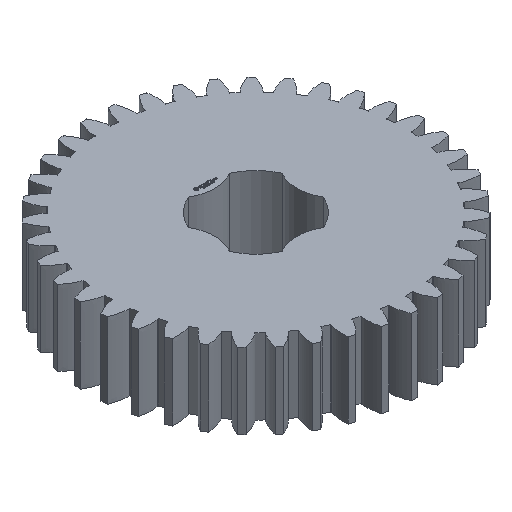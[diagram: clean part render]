
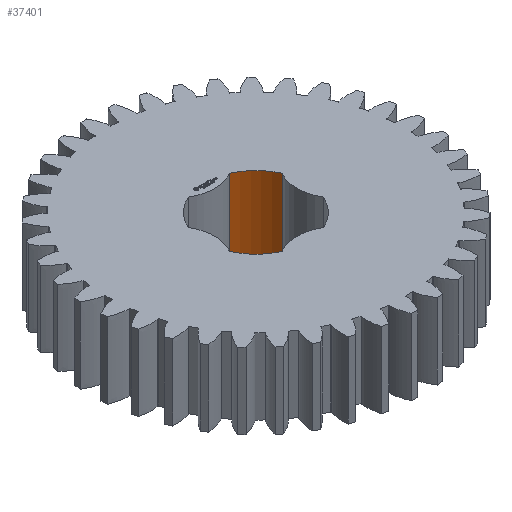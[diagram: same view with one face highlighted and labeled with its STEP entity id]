
A CAD part, isometric view. The second image highlights one B-rep face of the part: STEP entity #37401.
In plain terms, the highlighted cylindrical face has radius 6.35 mm (diameter 12.7 mm), a partial arc.
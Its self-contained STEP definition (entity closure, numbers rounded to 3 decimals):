
#93 = PLANE('',#94);
#94 = AXIS2_PLACEMENT_3D('',#95,#96,#97);
#95 = CARTESIAN_POINT('',(0.,0.,9.375));
#96 = DIRECTION('',(0.,0.,1.));
#97 = DIRECTION('',(1.,0.,0.));
#168 = PLANE('',#169);
#169 = AXIS2_PLACEMENT_3D('',#170,#171,#172);
#170 = CARTESIAN_POINT('',(0.,0.,0.));
#171 = DIRECTION('',(0.,0.,1.));
#172 = DIRECTION('',(1.,0.,0.));
#11312 = VERTEX_POINT('',#11313);
#11313 = CARTESIAN_POINT('',(2.55,5.816,0.));
#11328 = CYLINDRICAL_SURFACE('',#11329,4.9);
#11329 = AXIS2_PLACEMENT_3D('',#11330,#11331,#11332);
#11330 = CARTESIAN_POINT('',(0.,10.,0.));
#11331 = DIRECTION('',(0.,-0.,-1.));
#11332 = DIRECTION('',(0.707,0.707,0.));
#11340 = EDGE_CURVE('',#11341,#11312,#11343,.T.);
#11341 = VERTEX_POINT('',#11342);
#11342 = CARTESIAN_POINT('',(5.816,2.55,0.));
#11343 = SURFACE_CURVE('',#11344,(#11349,#11356),.PCURVE_S1.);
#11344 = CIRCLE('',#11345,6.35);
#11345 = AXIS2_PLACEMENT_3D('',#11346,#11347,#11348);
#11346 = CARTESIAN_POINT('',(0.,0.,0.));
#11347 = DIRECTION('',(0.,-0.,1.));
#11348 = DIRECTION('',(0.707,0.707,0.));
#11349 = PCURVE('',#168,#11350);
#11350 = DEFINITIONAL_REPRESENTATION('',(#11351),#11355);
#11351 = CIRCLE('',#11352,6.35);
#11352 = AXIS2_PLACEMENT_2D('',#11353,#11354);
#11353 = CARTESIAN_POINT('',(0.,0.));
#11354 = DIRECTION('',(0.707,0.707));
#11355 = ( GEOMETRIC_REPRESENTATION_CONTEXT(2) 
PARAMETRIC_REPRESENTATION_CONTEXT() REPRESENTATION_CONTEXT('2D SPACE',''
  ) );
#11356 = PCURVE('',#11357,#11362);
#11357 = CYLINDRICAL_SURFACE('',#11358,6.35);
#11358 = AXIS2_PLACEMENT_3D('',#11359,#11360,#11361);
#11359 = CARTESIAN_POINT('',(0.,0.,0.));
#11360 = DIRECTION('',(0.,-0.,-1.));
#11361 = DIRECTION('',(0.707,0.707,0.));
#11362 = DEFINITIONAL_REPRESENTATION('',(#11363),#11367);
#11363 = LINE('',#11364,#11365);
#11364 = CARTESIAN_POINT('',(-0.,0.));
#11365 = VECTOR('',#11366,1.);
#11366 = DIRECTION('',(-1.,0.));
#11367 = ( GEOMETRIC_REPRESENTATION_CONTEXT(2) 
PARAMETRIC_REPRESENTATION_CONTEXT() REPRESENTATION_CONTEXT('2D SPACE',''
  ) );
#11386 = CYLINDRICAL_SURFACE('',#11387,4.9);
#11387 = AXIS2_PLACEMENT_3D('',#11388,#11389,#11390);
#11388 = CARTESIAN_POINT('',(10.,0.,0.));
#11389 = DIRECTION('',(0.,-0.,-1.));
#11390 = DIRECTION('',(0.707,0.707,0.));
#19442 = VERTEX_POINT('',#19443);
#19443 = CARTESIAN_POINT('',(2.55,5.816,9.375));
#19465 = EDGE_CURVE('',#19466,#19442,#19468,.T.);
#19466 = VERTEX_POINT('',#19467);
#19467 = CARTESIAN_POINT('',(5.816,2.55,9.375));
#19468 = SURFACE_CURVE('',#19469,(#19474,#19481),.PCURVE_S1.);
#19469 = CIRCLE('',#19470,6.35);
#19470 = AXIS2_PLACEMENT_3D('',#19471,#19472,#19473);
#19471 = CARTESIAN_POINT('',(0.,0.,9.375
    ));
#19472 = DIRECTION('',(0.,-0.,1.));
#19473 = DIRECTION('',(0.707,0.707,0.));
#19474 = PCURVE('',#93,#19475);
#19475 = DEFINITIONAL_REPRESENTATION('',(#19476),#19480);
#19476 = CIRCLE('',#19477,6.35);
#19477 = AXIS2_PLACEMENT_2D('',#19478,#19479);
#19478 = CARTESIAN_POINT('',(0.,0.));
#19479 = DIRECTION('',(0.707,0.707));
#19480 = ( GEOMETRIC_REPRESENTATION_CONTEXT(2) 
PARAMETRIC_REPRESENTATION_CONTEXT() REPRESENTATION_CONTEXT('2D SPACE',''
  ) );
#19481 = PCURVE('',#11357,#19482);
#19482 = DEFINITIONAL_REPRESENTATION('',(#19483),#19487);
#19483 = LINE('',#19484,#19485);
#19484 = CARTESIAN_POINT('',(-0.,-9.375));
#19485 = VECTOR('',#19486,1.);
#19486 = DIRECTION('',(-1.,0.));
#19487 = ( GEOMETRIC_REPRESENTATION_CONTEXT(2) 
PARAMETRIC_REPRESENTATION_CONTEXT() REPRESENTATION_CONTEXT('2D SPACE',''
  ) );
#37378 = EDGE_CURVE('',#11341,#19466,#37379,.T.);
#37379 = SURFACE_CURVE('',#37380,(#37384,#37391),.PCURVE_S1.);
#37380 = LINE('',#37381,#37382);
#37381 = CARTESIAN_POINT('',(5.816,2.55,0.));
#37382 = VECTOR('',#37383,1.);
#37383 = DIRECTION('',(0.,0.,1.));
#37384 = PCURVE('',#11386,#37385);
#37385 = DEFINITIONAL_REPRESENTATION('',(#37386),#37390);
#37386 = LINE('',#37387,#37388);
#37387 = CARTESIAN_POINT('',(-1.809,0.));
#37388 = VECTOR('',#37389,1.);
#37389 = DIRECTION('',(-0.,-1.));
#37390 = ( GEOMETRIC_REPRESENTATION_CONTEXT(2) 
PARAMETRIC_REPRESENTATION_CONTEXT() REPRESENTATION_CONTEXT('2D SPACE',''
  ) );
#37391 = PCURVE('',#11357,#37392);
#37392 = DEFINITIONAL_REPRESENTATION('',(#37393),#37397);
#37393 = LINE('',#37394,#37395);
#37394 = CARTESIAN_POINT('',(-5.911,0.));
#37395 = VECTOR('',#37396,1.);
#37396 = DIRECTION('',(-0.,-1.));
#37397 = ( GEOMETRIC_REPRESENTATION_CONTEXT(2) 
PARAMETRIC_REPRESENTATION_CONTEXT() REPRESENTATION_CONTEXT('2D SPACE',''
  ) );
#37401 = ADVANCED_FACE('',(#37402),#11357,.F.);
#37402 = FACE_BOUND('',#37403,.T.);
#37403 = EDGE_LOOP('',(#37404,#37405,#37406,#37427));
#37404 = ORIENTED_EDGE('',*,*,#37378,.T.);
#37405 = ORIENTED_EDGE('',*,*,#19465,.T.);
#37406 = ORIENTED_EDGE('',*,*,#37407,.F.);
#37407 = EDGE_CURVE('',#11312,#19442,#37408,.T.);
#37408 = SURFACE_CURVE('',#37409,(#37413,#37420),.PCURVE_S1.);
#37409 = LINE('',#37410,#37411);
#37410 = CARTESIAN_POINT('',(2.55,5.816,0.));
#37411 = VECTOR('',#37412,1.);
#37412 = DIRECTION('',(0.,0.,1.));
#37413 = PCURVE('',#11357,#37414);
#37414 = DEFINITIONAL_REPRESENTATION('',(#37415),#37419);
#37415 = LINE('',#37416,#37417);
#37416 = CARTESIAN_POINT('',(-6.655,0.));
#37417 = VECTOR('',#37418,1.);
#37418 = DIRECTION('',(-0.,-1.));
#37419 = ( GEOMETRIC_REPRESENTATION_CONTEXT(2) 
PARAMETRIC_REPRESENTATION_CONTEXT() REPRESENTATION_CONTEXT('2D SPACE',''
  ) );
#37420 = PCURVE('',#11328,#37421);
#37421 = DEFINITIONAL_REPRESENTATION('',(#37422),#37426);
#37422 = LINE('',#37423,#37424);
#37423 = CARTESIAN_POINT('',(-4.474,0.));
#37424 = VECTOR('',#37425,1.);
#37425 = DIRECTION('',(-0.,-1.));
#37426 = ( GEOMETRIC_REPRESENTATION_CONTEXT(2) 
PARAMETRIC_REPRESENTATION_CONTEXT() REPRESENTATION_CONTEXT('2D SPACE',''
  ) );
#37427 = ORIENTED_EDGE('',*,*,#11340,.F.);
